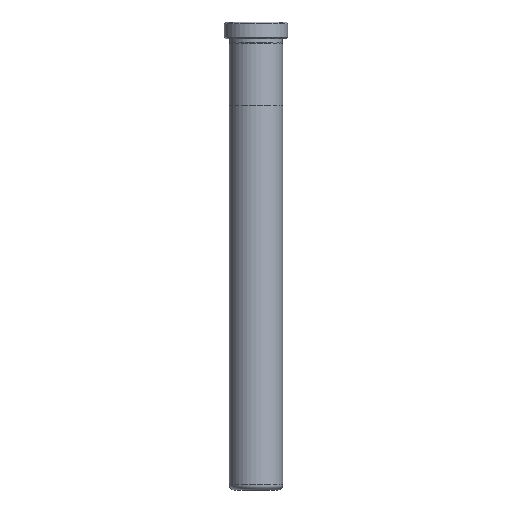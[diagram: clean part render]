
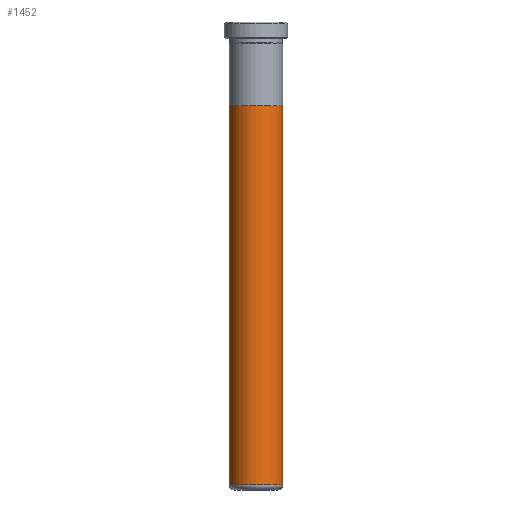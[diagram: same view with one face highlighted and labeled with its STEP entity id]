
A CAD part, front view. The second image highlights one B-rep face of the part: STEP entity #1452.
In plain terms, the highlighted cylindrical face has radius 7.995 mm (diameter 15.99 mm), a partial arc.
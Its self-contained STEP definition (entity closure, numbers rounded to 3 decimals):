
#36 = CARTESIAN_POINT ( 'NONE',  ( -7.995, 0., 115. ) ) ;
#81 = VERTEX_POINT ( 'NONE', #1495 ) ;
#88 = AXIS2_PLACEMENT_3D ( 'NONE', #1122, #436, #1241 ) ;
#91 = ORIENTED_EDGE ( 'NONE', *, *, #401, .T. ) ;
#105 = CARTESIAN_POINT ( 'NONE',  ( 7.995, 0., 135. ) ) ;
#203 = LINE ( 'NONE', #105, #405 ) ;
#206 = AXIS2_PLACEMENT_3D ( 'NONE', #1117, #658, #1471 ) ;
#342 = EDGE_CURVE ( 'NONE', #833, #942, #1306, .T. ) ;
#348 = DIRECTION ( 'NONE',  ( 0., 0., -1. ) ) ;
#356 = CIRCLE ( 'NONE', #88, 7.995 ) ;
#364 = CYLINDRICAL_SURFACE ( 'NONE', #206, 7.995 ) ;
#401 = EDGE_CURVE ( 'NONE', #81, #1329, #356, .T. ) ;
#405 = VECTOR ( 'NONE', #348, 1000. ) ;
#410 = EDGE_CURVE ( 'NONE', #833, #81, #1201, .T. ) ;
#412 = CARTESIAN_POINT ( 'NONE',  ( 0., 0., 115. ) ) ;
#436 = DIRECTION ( 'NONE',  ( 0., 0., 1. ) ) ;
#524 = DIRECTION ( 'NONE',  ( 1., 0., 0. ) ) ;
#542 = CARTESIAN_POINT ( 'NONE',  ( -7.995, 0., 135. ) ) ;
#567 = EDGE_CURVE ( 'NONE', #942, #1329, #203, .T. ) ;
#589 = CARTESIAN_POINT ( 'NONE',  ( 7.995, 0., 1.5 ) ) ;
#658 = DIRECTION ( 'NONE',  ( 0., 0., -1. ) ) ;
#833 = VERTEX_POINT ( 'NONE', #36 ) ;
#880 = DIRECTION ( 'NONE',  ( 0., 0., -1. ) ) ;
#884 = AXIS2_PLACEMENT_3D ( 'NONE', #412, #1220, #524 ) ;
#942 = VERTEX_POINT ( 'NONE', #1441 ) ;
#959 = FACE_OUTER_BOUND ( 'NONE', #1427, .T. ) ;
#963 = ORIENTED_EDGE ( 'NONE', *, *, #410, .T. ) ;
#1117 = CARTESIAN_POINT ( 'NONE',  ( 0., 0., 135. ) ) ;
#1122 = CARTESIAN_POINT ( 'NONE',  ( 0., 0., 1.5 ) ) ;
#1164 = VECTOR ( 'NONE', #880, 1000. ) ;
#1201 = LINE ( 'NONE', #542, #1164 ) ;
#1220 = DIRECTION ( 'NONE',  ( 0., 0., 1. ) ) ;
#1221 = ORIENTED_EDGE ( 'NONE', *, *, #567, .F. ) ;
#1241 = DIRECTION ( 'NONE',  ( 1., 0., 0. ) ) ;
#1306 = CIRCLE ( 'NONE', #884, 7.995 ) ;
#1329 = VERTEX_POINT ( 'NONE', #589 ) ;
#1392 = ORIENTED_EDGE ( 'NONE', *, *, #342, .F. ) ;
#1427 = EDGE_LOOP ( 'NONE', ( #1221, #1392, #963, #91 ) ) ;
#1441 = CARTESIAN_POINT ( 'NONE',  ( 7.995, 0., 115. ) ) ;
#1452 = ADVANCED_FACE ( 'NONE', ( #959 ), #364, .T. ) ;
#1471 = DIRECTION ( 'NONE',  ( -1., 0., 0. ) ) ;
#1495 = CARTESIAN_POINT ( 'NONE',  ( -7.995, 0., 1.5 ) ) ;
